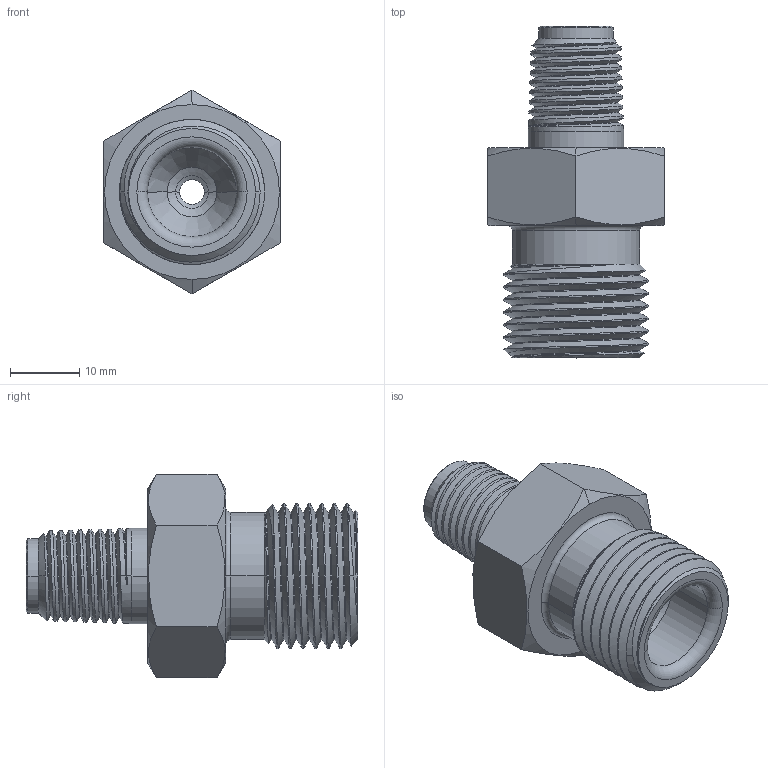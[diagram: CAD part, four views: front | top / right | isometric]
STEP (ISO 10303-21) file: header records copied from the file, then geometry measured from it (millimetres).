
FILE_DESCRIPTION (( 'STEP AP203' ), '1' );
FILE_NAME ('AD-346MBR-4MNPT.STEP', '2025-07-31T19:53:58', ( '' ), ( '' ), 'SwSTEP 2.0', 'SolidWorks 2018', '' );
FILE_SCHEMA (( 'CONFIG_CONTROL_DESIGN' ));
Length unit declared in the file: inch
Products named in the file (1): AD-346MBR-4MNPT
Bounding box: 25.4 x 47.75 x 29.33 mm (x, y, z)
Volume: 11971 mm3; surface area: 5556.3 mm2
Topology: 1 solids, 1 shells, 236 faces, 624 edges, 406 vertices
Faces by surface type: plane 78, bspline 72, cylinder 43, cone 39, torus 4
Entity records: 15083 total; most frequent: CARTESIAN_POINT 9900, ORIENTED_EDGE 1248, DIRECTION 747, EDGE_CURVE 624, VERTEX_POINT 406, LINE 315, VECTOR 315, EDGE_LOOP 254
